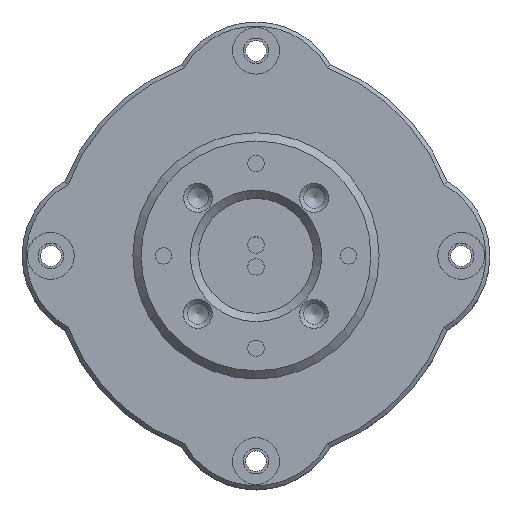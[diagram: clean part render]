
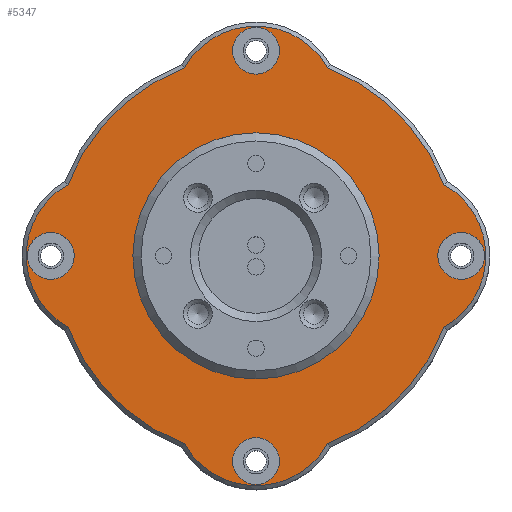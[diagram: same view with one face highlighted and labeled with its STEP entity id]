
A CAD part, top view. The second image highlights one B-rep face of the part: STEP entity #5347.
In plain terms, the highlighted planar face has unit normal (0, 0, 1).
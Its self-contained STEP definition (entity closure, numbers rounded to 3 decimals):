
#561=FACE_BOUND('',#1301,.T.);
#562=FACE_BOUND('',#1302,.T.);
#563=FACE_BOUND('',#1303,.T.);
#564=FACE_BOUND('',#1304,.T.);
#565=FACE_BOUND('',#1305,.T.);
#642=PLANE('',#6091);
#905=FACE_OUTER_BOUND('',#1300,.T.);
#1300=EDGE_LOOP('',(#4548,#4549,#4550,#4551,#4552,#4553,#4554,#4555));
#1301=EDGE_LOOP('',(#4556));
#1302=EDGE_LOOP('',(#4557));
#1303=EDGE_LOOP('',(#4558));
#1304=EDGE_LOOP('',(#4559));
#1305=EDGE_LOOP('',(#4560));
#2029=CIRCLE('',#6060,10.);
#2031=CIRCLE('',#6063,24.5);
#2033=CIRCLE('',#6066,10.);
#2035=CIRCLE('',#6069,24.5);
#2037=CIRCLE('',#6072,10.);
#2040=CIRCLE('',#6076,24.5);
#2042=CIRCLE('',#6079,10.);
#2044=CIRCLE('',#6082,24.5);
#2049=CIRCLE('',#6092,15.);
#2050=CIRCLE('',#6093,2.85);
#2051=CIRCLE('',#6094,2.85);
#2052=CIRCLE('',#6095,2.85);
#2053=CIRCLE('',#6096,2.85);
#2520=VERTEX_POINT('',#19455);
#2521=VERTEX_POINT('',#19456);
#2524=VERTEX_POINT('',#19470);
#2526=VERTEX_POINT('',#19479);
#2528=VERTEX_POINT('',#19488);
#2530=VERTEX_POINT('',#19497);
#2533=VERTEX_POINT('',#19508);
#2535=VERTEX_POINT('',#19517);
#2541=VERTEX_POINT('',#19545);
#2542=VERTEX_POINT('',#19547);
#2543=VERTEX_POINT('',#19549);
#2544=VERTEX_POINT('',#19551);
#2545=VERTEX_POINT('',#19553);
#3198=EDGE_CURVE('',#2520,#2521,#2029,.T.);
#3202=EDGE_CURVE('',#2521,#2524,#2031,.T.);
#3205=EDGE_CURVE('',#2524,#2526,#2033,.T.);
#3208=EDGE_CURVE('',#2526,#2528,#2035,.T.);
#3211=EDGE_CURVE('',#2528,#2530,#2037,.T.);
#3215=EDGE_CURVE('',#2530,#2533,#2040,.T.);
#3218=EDGE_CURVE('',#2533,#2535,#2042,.T.);
#3221=EDGE_CURVE('',#2535,#2520,#2044,.T.);
#3231=EDGE_CURVE('',#2541,#2541,#2049,.T.);
#3232=EDGE_CURVE('',#2542,#2542,#2050,.T.);
#3233=EDGE_CURVE('',#2543,#2543,#2051,.T.);
#3234=EDGE_CURVE('',#2544,#2544,#2052,.T.);
#3235=EDGE_CURVE('',#2545,#2545,#2053,.T.);
#4548=ORIENTED_EDGE('',*,*,#3198,.F.);
#4549=ORIENTED_EDGE('',*,*,#3221,.F.);
#4550=ORIENTED_EDGE('',*,*,#3218,.F.);
#4551=ORIENTED_EDGE('',*,*,#3215,.F.);
#4552=ORIENTED_EDGE('',*,*,#3211,.F.);
#4553=ORIENTED_EDGE('',*,*,#3208,.F.);
#4554=ORIENTED_EDGE('',*,*,#3205,.F.);
#4555=ORIENTED_EDGE('',*,*,#3202,.F.);
#4556=ORIENTED_EDGE('',*,*,#3231,.T.);
#4557=ORIENTED_EDGE('',*,*,#3232,.T.);
#4558=ORIENTED_EDGE('',*,*,#3233,.T.);
#4559=ORIENTED_EDGE('',*,*,#3234,.T.);
#4560=ORIENTED_EDGE('',*,*,#3235,.T.);
#5347=ADVANCED_FACE('',(#905,#561,#562,#563,#564,#565),#642,.T.);
#6060=AXIS2_PLACEMENT_3D('',#19457,#7310,#7311);
#6063=AXIS2_PLACEMENT_3D('',#19471,#7316,#7317);
#6066=AXIS2_PLACEMENT_3D('',#19480,#7322,#7323);
#6069=AXIS2_PLACEMENT_3D('',#19489,#7328,#7329);
#6072=AXIS2_PLACEMENT_3D('',#19498,#7334,#7335);
#6076=AXIS2_PLACEMENT_3D('',#19509,#7342,#7343);
#6079=AXIS2_PLACEMENT_3D('',#19518,#7348,#7349);
#6082=AXIS2_PLACEMENT_3D('',#19525,#7354,#7355);
#6091=AXIS2_PLACEMENT_3D('',#19544,#7377,#7378);
#6092=AXIS2_PLACEMENT_3D('',#19546,#7379,#7380);
#6093=AXIS2_PLACEMENT_3D('',#19548,#7381,#7382);
#6094=AXIS2_PLACEMENT_3D('',#19550,#7383,#7384);
#6095=AXIS2_PLACEMENT_3D('',#19552,#7385,#7386);
#6096=AXIS2_PLACEMENT_3D('',#19554,#7387,#7388);
#7310=DIRECTION('center_axis',(0.,0.,-1.));
#7311=DIRECTION('ref_axis',(-0.863,-0.505,0.));
#7316=DIRECTION('center_axis',(0.,0.,-1.));
#7317=DIRECTION('ref_axis',(-0.932,-0.363,0.));
#7322=DIRECTION('center_axis',(0.,0.,-1.));
#7323=DIRECTION('ref_axis',(-0.505,0.863,0.));
#7328=DIRECTION('center_axis',(0.,0.,-1.));
#7329=DIRECTION('ref_axis',(-0.363,0.932,0.));
#7334=DIRECTION('center_axis',(0.,0.,-1.));
#7335=DIRECTION('ref_axis',(0.863,0.505,0.));
#7342=DIRECTION('center_axis',(0.,0.,-1.));
#7343=DIRECTION('ref_axis',(0.932,0.363,0.));
#7348=DIRECTION('center_axis',(0.,0.,-1.));
#7349=DIRECTION('ref_axis',(0.505,-0.863,0.));
#7354=DIRECTION('center_axis',(0.,0.,-1.));
#7355=DIRECTION('ref_axis',(0.363,-0.932,0.));
#7377=DIRECTION('center_axis',(0.,0.,1.));
#7378=DIRECTION('ref_axis',(-1.,0.,0.));
#7379=DIRECTION('center_axis',(0.,0.,-1.));
#7380=DIRECTION('ref_axis',(-1.,0.,0.));
#7381=DIRECTION('center_axis',(0.,0.,-1.));
#7382=DIRECTION('ref_axis',(1.,0.,0.));
#7383=DIRECTION('center_axis',(0.,0.,-1.));
#7384=DIRECTION('ref_axis',(0.,-1.,0.));
#7385=DIRECTION('center_axis',(0.,0.,-1.));
#7386=DIRECTION('ref_axis',(-1.,0.,0.));
#7387=DIRECTION('center_axis',(0.,0.,-1.));
#7388=DIRECTION('ref_axis',(0.,1.,0.));
#19455=CARTESIAN_POINT('',(8.72,-22.896,12.));
#19456=CARTESIAN_POINT('',(-8.72,-22.896,12.));
#19457=CARTESIAN_POINT('Origin',(0.,-18.,12.));
#19470=CARTESIAN_POINT('',(-22.896,-8.72,12.));
#19471=CARTESIAN_POINT('Origin',(0.,0.,12.));
#19479=CARTESIAN_POINT('',(-22.896,8.72,12.));
#19480=CARTESIAN_POINT('Origin',(-18.,0.,12.));
#19488=CARTESIAN_POINT('',(-8.72,22.896,12.));
#19489=CARTESIAN_POINT('Origin',(0.,0.,12.));
#19497=CARTESIAN_POINT('',(8.72,22.896,12.));
#19498=CARTESIAN_POINT('Origin',(0.,18.,12.));
#19508=CARTESIAN_POINT('',(22.896,8.72,12.));
#19509=CARTESIAN_POINT('Origin',(0.,0.,12.));
#19517=CARTESIAN_POINT('',(22.896,-8.72,12.));
#19518=CARTESIAN_POINT('Origin',(18.,0.,12.));
#19525=CARTESIAN_POINT('Origin',(0.,0.,12.));
#19544=CARTESIAN_POINT('Origin',(0.,0.,12.));
#19545=CARTESIAN_POINT('',(15.,0.,12.));
#19546=CARTESIAN_POINT('Origin',(0.,0.,12.));
#19547=CARTESIAN_POINT('',(-2.85,-25.,12.));
#19548=CARTESIAN_POINT('Origin',(0.,-25.,12.));
#19549=CARTESIAN_POINT('',(-25.,2.85,12.));
#19550=CARTESIAN_POINT('Origin',(-25.,0.,
12.));
#19551=CARTESIAN_POINT('',(2.85,25.,12.));
#19552=CARTESIAN_POINT('Origin',(0.,25.,
12.));
#19553=CARTESIAN_POINT('',(25.,-2.85,12.));
#19554=CARTESIAN_POINT('Origin',(25.,0.,12.));
